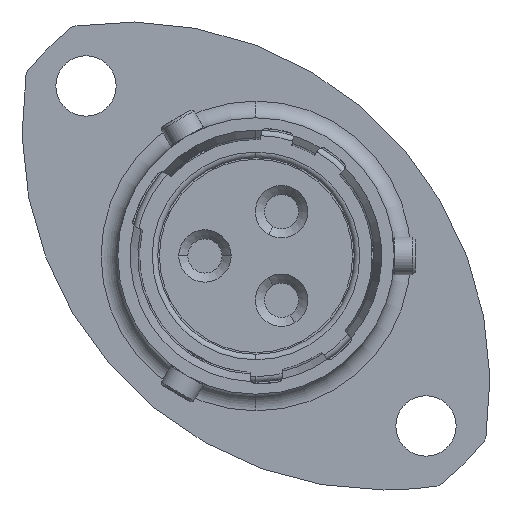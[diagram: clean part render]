
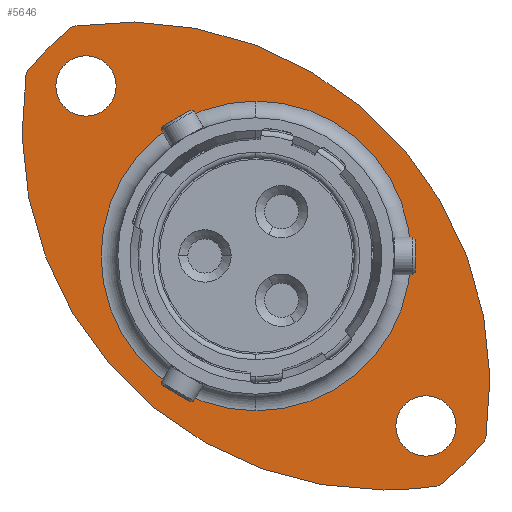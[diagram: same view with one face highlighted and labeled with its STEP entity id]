
A CAD part, left-side view. The second image highlights one B-rep face of the part: STEP entity #5646.
In plain terms, the highlighted planar face has unit normal (-1, 0, 0).
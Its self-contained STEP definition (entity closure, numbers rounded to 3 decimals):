
#1 = CARTESIAN_POINT ( 'NONE',  ( 10.945, -0.801, 5.412 ) ) ;
#183 = CARTESIAN_POINT ( 'NONE',  ( 10.945, -3.064, -9.014 ) ) ;
#253 = ORIENTED_EDGE ( 'NONE', *, *, #10075, .F. ) ;
#328 = CARTESIAN_POINT ( 'NONE',  ( 10.945, 6.093, -1.482 ) ) ;
#340 = CARTESIAN_POINT ( 'NONE',  ( 10.945, 6.093, -1.482 ) ) ;
#378 = AXIS2_PLACEMENT_3D ( 'NONE', #1, #8061, #9082 ) ;
#396 = VERTEX_POINT ( 'NONE', #11289 ) ;
#397 = AXIS2_PLACEMENT_3D ( 'NONE', #10211, #3135, #3212 ) ;
#671 = CIRCLE ( 'NONE', #1903, 15.825 ) ;
#689 = DIRECTION ( 'NONE',  ( 0., 0., -1. ) ) ;
#780 = ORIENTED_EDGE ( 'NONE', *, *, #4574, .F. ) ;
#804 = EDGE_LOOP ( 'NONE', ( #253, #780 ) ) ;
#839 = AXIS2_PLACEMENT_3D ( 'NONE', #5824, #12827, #8707 ) ;
#889 = FACE_BOUND ( 'NONE', #9807, .T. ) ;
#1482 = DIRECTION ( 'NONE',  ( -1., 0., 0. ) ) ;
#1555 = CIRCLE ( 'NONE', #7719, 1.625 ) ;
#1649 = DIRECTION ( 'NONE',  ( -1., 0., 0. ) ) ;
#1827 = DIRECTION ( 'NONE',  ( 0., 0., 1. ) ) ;
#1869 = CARTESIAN_POINT ( 'NONE',  ( 10.945, 6.093, -1.482 ) ) ;
#1903 = AXIS2_PLACEMENT_3D ( 'NONE', #328, #10389, #4374 ) ;
#2071 = EDGE_CURVE ( 'NONE', #10386, #396, #12953, .T. ) ;
#2129 = EDGE_CURVE ( 'NONE', #2558, #6740, #4032, .T. ) ;
#2187 = CARTESIAN_POINT ( 'NONE',  ( 10.945, -0.801, -14.088 ) ) ;
#2204 = CIRCLE ( 'NONE', #397, 1.625 ) ;
#2510 = DIRECTION ( 'NONE',  ( 0., 0., -1. ) ) ;
#2558 = VERTEX_POINT ( 'NONE', #11101 ) ;
#2619 = VERTEX_POINT ( 'NONE', #7242 ) ;
#2880 = DIRECTION ( 'NONE',  ( -1., 0., 0. ) ) ;
#2956 = EDGE_CURVE ( 'NONE', #396, #10386, #6141, .T. ) ;
#3135 = DIRECTION ( 'NONE',  ( -1., 0., 0. ) ) ;
#3212 = DIRECTION ( 'NONE',  ( 0., 0., -1. ) ) ;
#3407 = ORIENTED_EDGE ( 'NONE', *, *, #2071, .T. ) ;
#3582 = CARTESIAN_POINT ( 'NONE',  ( 10.945, 13.538, -1.482 ) ) ;
#3950 = DIRECTION ( 'NONE',  ( -1., 0., 0. ) ) ;
#4032 = CIRCLE ( 'NONE', #8212, 19.5 ) ;
#4188 = EDGE_CURVE ( 'NONE', #5481, #5616, #12590, .T. ) ;
#4374 = DIRECTION ( 'NONE',  ( 0., 0., 1. ) ) ;
#4415 = EDGE_LOOP ( 'NONE', ( #9220, #8724 ) ) ;
#4522 = DIRECTION ( 'NONE',  ( 0., 0., -1. ) ) ;
#4574 = EDGE_CURVE ( 'NONE', #2619, #6121, #1555, .T. ) ;
#4975 = CARTESIAN_POINT ( 'NONE',  ( 10.945, -3.064, -10.639 ) ) ;
#5020 = CARTESIAN_POINT ( 'NONE',  ( 10.945, -3.064, -12.264 ) ) ;
#5481 = VERTEX_POINT ( 'NONE', #2187 ) ;
#5616 = VERTEX_POINT ( 'NONE', #8518 ) ;
#5646 = ADVANCED_FACE ( 'NONE', ( #889, #7937, #12651, #5914 ), #7695, .F. ) ;
#5824 = CARTESIAN_POINT ( 'NONE',  ( 10.945, -0.801, 5.412 ) ) ;
#5914 = FACE_OUTER_BOUND ( 'NONE', #12431, .T. ) ;
#6121 = VERTEX_POINT ( 'NONE', #7726 ) ;
#6130 = AXIS2_PLACEMENT_3D ( 'NONE', #9520, #1482, #8578 ) ;
#6141 = CIRCLE ( 'NONE', #9185, 8.345 ) ;
#6461 = EDGE_CURVE ( 'NONE', #7579, #10999, #10866, .T. ) ;
#6486 = CARTESIAN_POINT ( 'NONE',  ( 10.945, 15.951, 10.897 ) ) ;
#6591 = ORIENTED_EDGE ( 'NONE', *, *, #4188, .T. ) ;
#6593 = CARTESIAN_POINT ( 'NONE',  ( 10.945, 6.093, -1.482 ) ) ;
#6633 = CIRCLE ( 'NONE', #9991, 15.825 ) ;
#6740 = VERTEX_POINT ( 'NONE', #6486 ) ;
#6858 = CARTESIAN_POINT ( 'NONE',  ( 10.945, 6.093, 6.863 ) ) ;
#6949 = CIRCLE ( 'NONE', #378, 19.5 ) ;
#7242 = CARTESIAN_POINT ( 'NONE',  ( 10.945, 15.25, 9.3 ) ) ;
#7579 = VERTEX_POINT ( 'NONE', #183 ) ;
#7662 = AXIS2_PLACEMENT_3D ( 'NONE', #3582, #10581, #689 ) ;
#7695 = PLANE ( 'NONE',  #7662 ) ;
#7719 = AXIS2_PLACEMENT_3D ( 'NONE', #9501, #1649, #4522 ) ;
#7721 = DIRECTION ( 'NONE',  ( 1., 0., 0. ) ) ;
#7726 = CARTESIAN_POINT ( 'NONE',  ( 10.945, 15.25, 6.05 ) ) ;
#7758 = ORIENTED_EDGE ( 'NONE', *, *, #9030, .T. ) ;
#7792 = CARTESIAN_POINT ( 'NONE',  ( 10.945, 18.472, 8.376 ) ) ;
#7937 = FACE_BOUND ( 'NONE', #804, .T. ) ;
#7963 = DIRECTION ( 'NONE',  ( 0., 0., -1. ) ) ;
#8061 = DIRECTION ( 'NONE',  ( -1., 0., 0. ) ) ;
#8212 = AXIS2_PLACEMENT_3D ( 'NONE', #8499, #11658, #2510 ) ;
#8283 = DIRECTION ( 'NONE',  ( 1., 0., 0. ) ) ;
#8449 = VERTEX_POINT ( 'NONE', #7792 ) ;
#8499 = CARTESIAN_POINT ( 'NONE',  ( 10.945, 12.987, -8.377 ) ) ;
#8518 = CARTESIAN_POINT ( 'NONE',  ( 10.945, -3.765, -13.861 ) ) ;
#8578 = DIRECTION ( 'NONE',  ( 0., 0., -1. ) ) ;
#8707 = DIRECTION ( 'NONE',  ( 0., 0., -1. ) ) ;
#8724 = ORIENTED_EDGE ( 'NONE', *, *, #6461, .F. ) ;
#8875 = EDGE_CURVE ( 'NONE', #6740, #8449, #6633, .T. ) ;
#9030 = EDGE_CURVE ( 'NONE', #8449, #5481, #6949, .T. ) ;
#9082 = DIRECTION ( 'NONE',  ( 0., 0., -1. ) ) ;
#9185 = AXIS2_PLACEMENT_3D ( 'NONE', #6593, #7721, #9680 ) ;
#9220 = ORIENTED_EDGE ( 'NONE', *, *, #10710, .F. ) ;
#9246 = EDGE_CURVE ( 'NONE', #5616, #2558, #671, .T. ) ;
#9501 = CARTESIAN_POINT ( 'NONE',  ( 10.945, 15.25, 7.675 ) ) ;
#9520 = CARTESIAN_POINT ( 'NONE',  ( 10.945, -3.064, -10.639 ) ) ;
#9530 = CIRCLE ( 'NONE', #6130, 1.625 ) ;
#9680 = DIRECTION ( 'NONE',  ( 0., 0., -1. ) ) ;
#9807 = EDGE_LOOP ( 'NONE', ( #11659, #3407 ) ) ;
#9991 = AXIS2_PLACEMENT_3D ( 'NONE', #1869, #2880, #1827 ) ;
#10039 = ORIENTED_EDGE ( 'NONE', *, *, #9246, .T. ) ;
#10075 = EDGE_CURVE ( 'NONE', #6121, #2619, #2204, .T. ) ;
#10191 = ORIENTED_EDGE ( 'NONE', *, *, #8875, .T. ) ;
#10211 = CARTESIAN_POINT ( 'NONE',  ( 10.945, 15.25, 7.675 ) ) ;
#10353 = DIRECTION ( 'NONE',  ( 0., 0., -1. ) ) ;
#10386 = VERTEX_POINT ( 'NONE', #6858 ) ;
#10389 = DIRECTION ( 'NONE',  ( -1., 0., 0. ) ) ;
#10581 = DIRECTION ( 'NONE',  ( 1., 0., 0. ) ) ;
#10710 = EDGE_CURVE ( 'NONE', #10999, #7579, #9530, .T. ) ;
#10866 = CIRCLE ( 'NONE', #12057, 1.625 ) ;
#10999 = VERTEX_POINT ( 'NONE', #5020 ) ;
#11005 = ORIENTED_EDGE ( 'NONE', *, *, #2129, .T. ) ;
#11101 = CARTESIAN_POINT ( 'NONE',  ( 10.945, -6.286, -11.341 ) ) ;
#11289 = CARTESIAN_POINT ( 'NONE',  ( 10.945, 6.093, -9.827 ) ) ;
#11658 = DIRECTION ( 'NONE',  ( -1., 0., 0. ) ) ;
#11659 = ORIENTED_EDGE ( 'NONE', *, *, #2956, .T. ) ;
#12038 = AXIS2_PLACEMENT_3D ( 'NONE', #340, #8283, #10353 ) ;
#12057 = AXIS2_PLACEMENT_3D ( 'NONE', #4975, #3950, #7963 ) ;
#12431 = EDGE_LOOP ( 'NONE', ( #7758, #6591, #10039, #11005, #10191 ) ) ;
#12590 = CIRCLE ( 'NONE', #839, 19.5 ) ;
#12651 = FACE_BOUND ( 'NONE', #4415, .T. ) ;
#12827 = DIRECTION ( 'NONE',  ( -1., 0., 0. ) ) ;
#12953 = CIRCLE ( 'NONE', #12038, 8.345 ) ;
